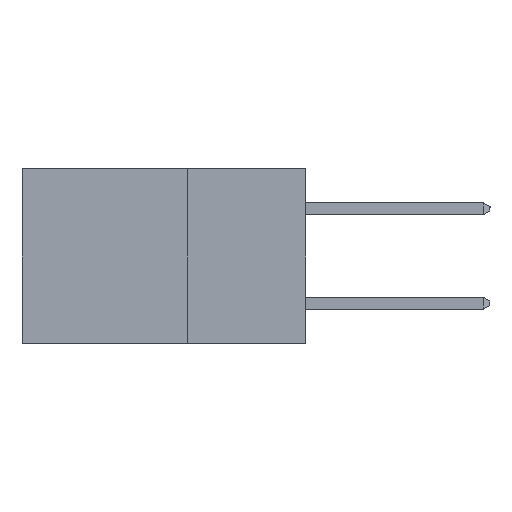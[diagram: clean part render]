
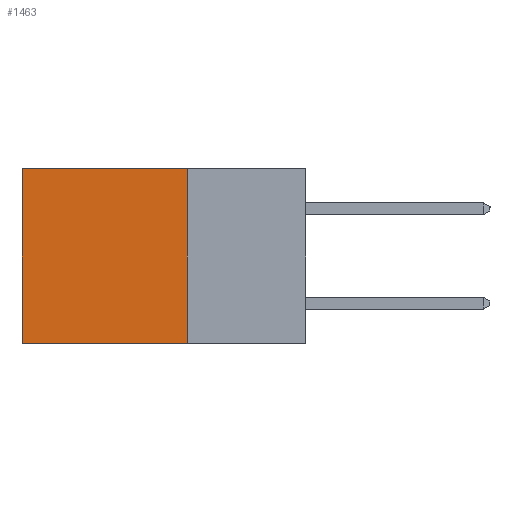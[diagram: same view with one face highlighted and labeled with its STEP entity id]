
A CAD part, left-side view. The second image highlights one B-rep face of the part: STEP entity #1463.
In plain terms, the highlighted planar face has unit normal (-1, 0, 0).
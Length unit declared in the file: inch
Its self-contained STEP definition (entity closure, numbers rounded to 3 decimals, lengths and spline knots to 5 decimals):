
#518 = PLANE ( 'NONE',  #928 ) ;
#576 = DIRECTION ( 'NONE',  ( 1., 0., 0. ) ) ;
#897 = DIRECTION ( 'NONE',  ( 0., 1., 0. ) ) ;
#928 = AXIS2_PLACEMENT_3D ( 'NONE', #4215, #576, #11454 ) ;
#1463 = ADVANCED_FACE ( 'NONE', ( #7805 ), #518, .F. ) ;
#1692 = VECTOR ( 'NONE', #6657, 39.37008 ) ;
#1971 = VERTEX_POINT ( 'NONE', #6213 ) ;
#2019 = DIRECTION ( 'NONE',  ( 0., 0., -1. ) ) ;
#2139 = CARTESIAN_POINT ( 'NONE',  ( 0.2615, 0.25, -0.37 ) ) ;
#2618 = VECTOR ( 'NONE', #897, 39.37008 ) ;
#2782 = EDGE_CURVE ( 'NONE', #11077, #1971, #8123, .T. ) ;
#3802 = CARTESIAN_POINT ( 'NONE',  ( 0.2615, 0.25, 0. ) ) ;
#4215 = CARTESIAN_POINT ( 'NONE',  ( 0.2615, 0.25, -0.37 ) ) ;
#4564 = DIRECTION ( 'NONE',  ( 0., 1., 0. ) ) ;
#4622 = VECTOR ( 'NONE', #2019, 39.37008 ) ;
#4670 = CARTESIAN_POINT ( 'NONE',  ( 0.2615, 0.25, -0.37 ) ) ;
#4674 = VECTOR ( 'NONE', #4564, 39.37008 ) ;
#4811 = CARTESIAN_POINT ( 'NONE',  ( 0.2615, 0.6, -0.37 ) ) ;
#4926 = LINE ( 'NONE', #4811, #1692 ) ;
#4951 = ORIENTED_EDGE ( 'NONE', *, *, #2782, .F. ) ;
#5218 = ORIENTED_EDGE ( 'NONE', *, *, #6438, .F. ) ;
#6213 = CARTESIAN_POINT ( 'NONE',  ( 0.2615, 0.6, -0.37 ) ) ;
#6412 = LINE ( 'NONE', #9106, #4674 ) ;
#6438 = EDGE_CURVE ( 'NONE', #9867, #11077, #8480, .T. ) ;
#6657 = DIRECTION ( 'NONE',  ( 0., 0., -1. ) ) ;
#7137 = EDGE_LOOP ( 'NONE', ( #9005, #4951, #5218, #11186 ) ) ;
#7805 = FACE_OUTER_BOUND ( 'NONE', #7137, .T. ) ;
#8123 = LINE ( 'NONE', #9079, #2618 ) ;
#8480 = LINE ( 'NONE', #2139, #4622 ) ;
#9004 = EDGE_CURVE ( 'NONE', #9867, #11751, #6412, .T. ) ;
#9005 = ORIENTED_EDGE ( 'NONE', *, *, #9963, .T. ) ;
#9079 = CARTESIAN_POINT ( 'NONE',  ( 0.2615, 0.25, -0.37 ) ) ;
#9106 = CARTESIAN_POINT ( 'NONE',  ( 0.2615, 0.25, 0. ) ) ;
#9670 = CARTESIAN_POINT ( 'NONE',  ( 0.2615, 0.6, 0. ) ) ;
#9867 = VERTEX_POINT ( 'NONE', #3802 ) ;
#9963 = EDGE_CURVE ( 'NONE', #11751, #1971, #4926, .T. ) ;
#11077 = VERTEX_POINT ( 'NONE', #4670 ) ;
#11186 = ORIENTED_EDGE ( 'NONE', *, *, #9004, .T. ) ;
#11454 = DIRECTION ( 'NONE',  ( 0., 0., -1. ) ) ;
#11751 = VERTEX_POINT ( 'NONE', #9670 ) ;
